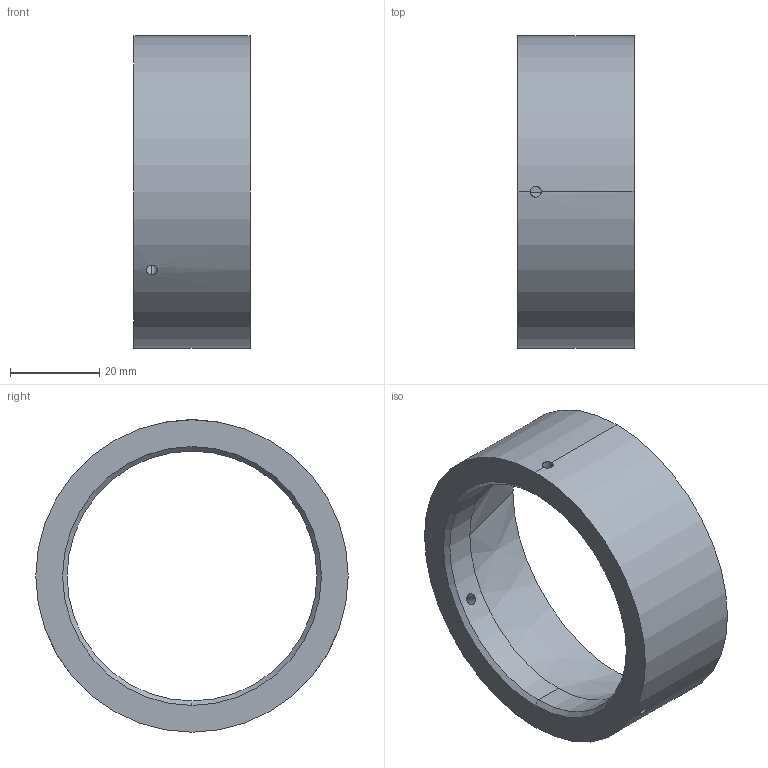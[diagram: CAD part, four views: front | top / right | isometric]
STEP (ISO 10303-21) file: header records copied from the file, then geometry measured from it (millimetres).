
FILE_DESCRIPTION (( 'STEP AP203' ), '1' );
FILE_NAME ('DF-QLA3-100070.STEP', '2017-11-14T02:18:49', ( '' ), ( '' ), 'SwSTEP 2.0', 'SolidWorks 2011', '' );
FILE_SCHEMA (( 'CONFIG_CONTROL_DESIGN' ));
Length unit declared in the file: millimetre
Products named in the file (1): DF-QLA3-100070
Bounding box: 26 x 70 x 70 mm (x, y, z)
Volume: 27137.1 mm3; surface area: 12555.9 mm2
Topology: 1 solids, 1 shells, 16 faces, 42 edges, 26 vertices
Faces by surface type: cylinder 10, cone 4, plane 2
Entity records: 765 total; most frequent: CARTESIAN_POINT 289, ORIENTED_EDGE 84, DIRECTION 78, EDGE_CURVE 42, AXIS2_PLACEMENT_3D 31, VERTEX_POINT 26, EDGE_LOOP 22, ADVANCED_FACE 16
